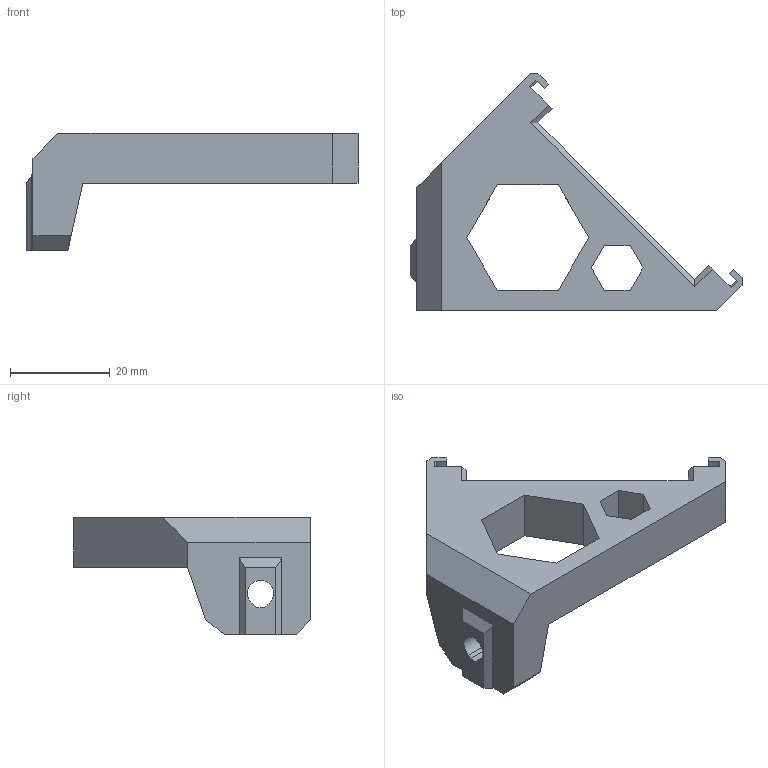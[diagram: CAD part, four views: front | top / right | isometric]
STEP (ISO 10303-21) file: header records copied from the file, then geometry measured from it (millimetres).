
FILE_DESCRIPTION(/* description */ (''),/* implementation_level */ '2;1');
FILE_NAME(/* name */ 'lcd_support_b.step',/* time_stamp */ '2017-12-28T16:22:04+01:00',/* author */ ('gregsaun'),/* organization */ (''),/* preprocessor_version */ 'ST-DEVELOPER v16.13',/* originating_system */ 'Autodesk Translation Framework v6.5.0.72',/* authorisation */ '');
FILE_SCHEMA (('AUTOMOTIVE_DESIGN { 1 0 10303 214 3 1 1 }'));
Length unit declared in the file: millimetre
Products named in the file (2): lcd_support_b; lcd_support_a v7(Mirror)
Assembly tree (1 placements, depth 2):
  lcd_support_b
    lcd_support_a v7(Mirror)
Bounding box: 66.64 x 47.52 x 23.5 mm (x, y, z)
Volume: 13146.9 mm3; surface area: 6618.9 mm2
Topology: 1 solids, 4 shells, 81 faces, 214 edges, 140 vertices
Faces by surface type: plane 79, cylinder 2
Entity records: 2515 total; most frequent: CARTESIAN_POINT 438, ORIENTED_EDGE 428, DIRECTION 387, EDGE_CURVE 214, LINE 209, VECTOR 209, VERTEX_POINT 140, AXIS2_PLACEMENT_3D 89
